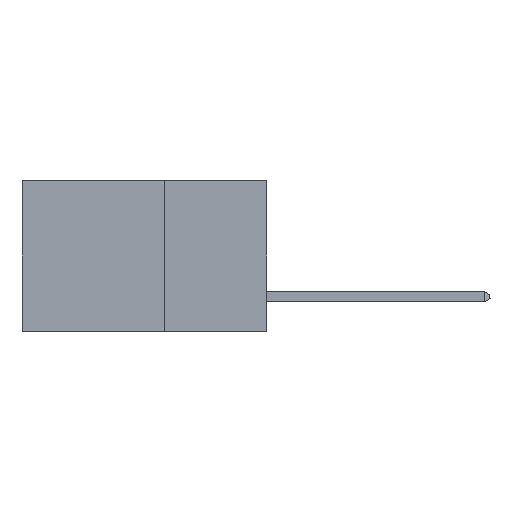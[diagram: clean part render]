
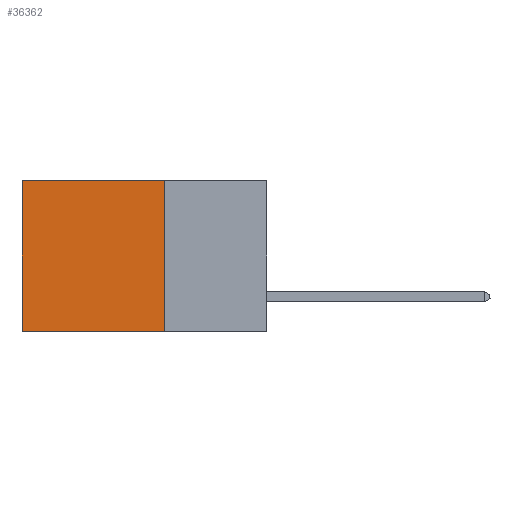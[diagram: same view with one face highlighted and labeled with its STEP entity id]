
A CAD part, left-side view. The second image highlights one B-rep face of the part: STEP entity #36362.
In plain terms, the highlighted planar face has unit normal (-1, 0, 0).
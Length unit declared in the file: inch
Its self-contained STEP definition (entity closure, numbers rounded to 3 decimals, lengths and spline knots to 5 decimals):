
#697 = VERTEX_POINT ( 'NONE', #16309 ) ;
#1018 = CARTESIAN_POINT ( 'NONE',  ( 0.2875, 0.25, 0. ) ) ;
#1118 = ORIENTED_EDGE ( 'NONE', *, *, #14402, .F. ) ;
#1175 = VERTEX_POINT ( 'NONE', #8527 ) ;
#2089 = VECTOR ( 'NONE', #27829, 39.37008 ) ;
#5263 = ORIENTED_EDGE ( 'NONE', *, *, #26300, .T. ) ;
#5357 = DIRECTION ( 'NONE',  ( 1., 0., 0. ) ) ;
#8527 = CARTESIAN_POINT ( 'NONE',  ( 0.2875, 0.6, 0. ) ) ;
#10375 = CARTESIAN_POINT ( 'NONE',  ( 0.2875, 0.6, -0.37 ) ) ;
#10568 = DIRECTION ( 'NONE',  ( 0., 1., 0. ) ) ;
#11617 = VECTOR ( 'NONE', #11660, 39.37008 ) ;
#11660 = DIRECTION ( 'NONE',  ( 0., 0., -1. ) ) ;
#14402 = EDGE_CURVE ( 'NONE', #697, #38171, #35789, .T. ) ;
#14415 = CARTESIAN_POINT ( 'NONE',  ( 0.2875, 0.25, 0. ) ) ;
#14743 = DIRECTION ( 'NONE',  ( 0., 0., -1. ) ) ;
#16309 = CARTESIAN_POINT ( 'NONE',  ( 0.2875, 0.25, 0. ) ) ;
#20245 = DIRECTION ( 'NONE',  ( 0., 0., -1. ) ) ;
#20918 = ORIENTED_EDGE ( 'NONE', *, *, #33585, .F. ) ;
#22390 = LINE ( 'NONE', #43881, #2089 ) ;
#23393 = EDGE_CURVE ( 'NONE', #1175, #33863, #25967, .T. ) ;
#24272 = PLANE ( 'NONE',  #30586 ) ;
#25967 = LINE ( 'NONE', #42141, #11617 ) ;
#26198 = VECTOR ( 'NONE', #14743, 39.37008 ) ;
#26300 = EDGE_CURVE ( 'NONE', #697, #1175, #40803, .T. ) ;
#27829 = DIRECTION ( 'NONE',  ( 0., 1., 0. ) ) ;
#28178 = VECTOR ( 'NONE', #10568, 39.37008 ) ;
#29738 = FACE_OUTER_BOUND ( 'NONE', #43431, .T. ) ;
#30586 = AXIS2_PLACEMENT_3D ( 'NONE', #1018, #5357, #20245 ) ;
#33585 = EDGE_CURVE ( 'NONE', #38171, #33863, #22390, .T. ) ;
#33863 = VERTEX_POINT ( 'NONE', #10375 ) ;
#34837 = CARTESIAN_POINT ( 'NONE',  ( 0.2875, 0.25, -0.37 ) ) ;
#35789 = LINE ( 'NONE', #14415, #26198 ) ;
#36362 = ADVANCED_FACE ( 'NONE', ( #29738 ), #24272, .F. ) ;
#38171 = VERTEX_POINT ( 'NONE', #34837 ) ;
#40803 = LINE ( 'NONE', #48737, #28178 ) ;
#42141 = CARTESIAN_POINT ( 'NONE',  ( 0.2875, 0.6, 0. ) ) ;
#43431 = EDGE_LOOP ( 'NONE', ( #49510, #20918, #1118, #5263 ) ) ;
#43881 = CARTESIAN_POINT ( 'NONE',  ( 0.2875, 0.25, -0.37 ) ) ;
#48737 = CARTESIAN_POINT ( 'NONE',  ( 0.2875, 0.25, 0. ) ) ;
#49510 = ORIENTED_EDGE ( 'NONE', *, *, #23393, .T. ) ;
